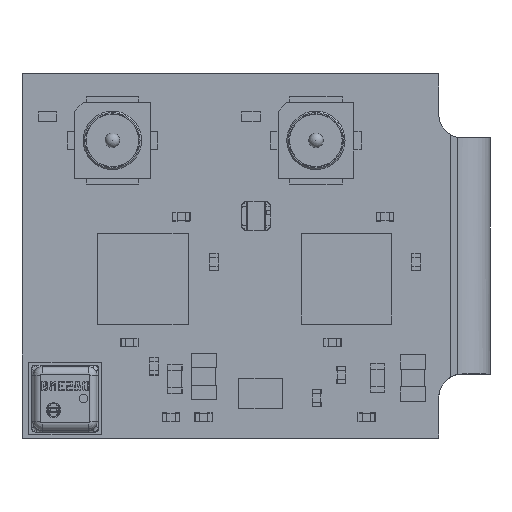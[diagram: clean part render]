
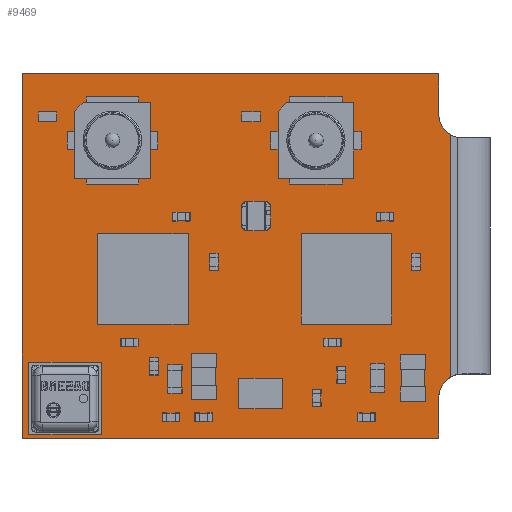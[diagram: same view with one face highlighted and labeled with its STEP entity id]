
A CAD part, top view. The second image highlights one B-rep face of the part: STEP entity #9469.
In plain terms, the highlighted planar face has unit normal (0, 0, 1).
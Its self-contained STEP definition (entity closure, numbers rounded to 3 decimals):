
#9469 = ADVANCED_FACE('',(#9470),#9616,.F.);
#9470 = FACE_BOUND('',#9471,.F.);
#9471 = EDGE_LOOP('',(#9472,#9482,#9490,#9498,#9506,#9514,#9522,#9530,
    #9538,#9546,#9554,#9562,#9570,#9578,#9586,#9594,#9602,#9610));
#9472 = ORIENTED_EDGE('',*,*,#9473,.T.);
#9473 = EDGE_CURVE('',#9474,#9476,#9478,.T.);
#9474 = VERTEX_POINT('',#9475);
#9475 = CARTESIAN_POINT('',(63.627,49.457,
    2.337));
#9476 = VERTEX_POINT('',#9477);
#9477 = CARTESIAN_POINT('',(77.927,49.457,
    2.337));
#9478 = LINE('',#9479,#9480);
#9479 = CARTESIAN_POINT('',(63.627,49.457,
    2.337));
#9480 = VECTOR('',#9481,1.);
#9481 = DIRECTION('',(1.,0.,0.));
#9482 = ORIENTED_EDGE('',*,*,#9483,.T.);
#9483 = EDGE_CURVE('',#9476,#9484,#9486,.T.);
#9484 = VERTEX_POINT('',#9485);
#9485 = CARTESIAN_POINT('',(77.927,48.059,
    2.337));
#9486 = LINE('',#9487,#9488);
#9487 = CARTESIAN_POINT('',(77.927,49.457,
    2.337));
#9488 = VECTOR('',#9489,1.);
#9489 = DIRECTION('',(0.,-1.,0.));
#9490 = ORIENTED_EDGE('',*,*,#9491,.T.);
#9491 = EDGE_CURVE('',#9484,#9492,#9494,.T.);
#9492 = VERTEX_POINT('',#9493);
#9493 = CARTESIAN_POINT('',(77.931,47.98,
    2.337));
#9494 = LINE('',#9495,#9496);
#9495 = CARTESIAN_POINT('',(77.927,48.059,
    2.337));
#9496 = VECTOR('',#9497,1.);
#9497 = DIRECTION('',(0.051,-0.999,
    0.));
#9498 = ORIENTED_EDGE('',*,*,#9499,.T.);
#9499 = EDGE_CURVE('',#9492,#9500,#9502,.T.);
#9500 = VERTEX_POINT('',#9501);
#9501 = CARTESIAN_POINT('',(77.962,47.826,
    2.337));
#9502 = LINE('',#9503,#9504);
#9503 = CARTESIAN_POINT('',(77.931,47.98,
    2.337));
#9504 = VECTOR('',#9505,1.);
#9505 = DIRECTION('',(0.197,-0.98,0.)
  );
#9506 = ORIENTED_EDGE('',*,*,#9507,.T.);
#9507 = EDGE_CURVE('',#9500,#9508,#9510,.T.);
#9508 = VERTEX_POINT('',#9509);
#9509 = CARTESIAN_POINT('',(78.022,47.681,
    2.337));
#9510 = LINE('',#9511,#9512);
#9511 = CARTESIAN_POINT('',(77.962,47.826,
    2.337));
#9512 = VECTOR('',#9513,1.);
#9513 = DIRECTION('',(0.382,-0.924,0.
    ));
#9514 = ORIENTED_EDGE('',*,*,#9515,.T.);
#9515 = EDGE_CURVE('',#9508,#9516,#9518,.T.);
#9516 = VERTEX_POINT('',#9517);
#9517 = CARTESIAN_POINT('',(78.109,47.55,
    2.337));
#9518 = LINE('',#9519,#9520);
#9519 = CARTESIAN_POINT('',(78.022,47.681,
    2.337));
#9520 = VECTOR('',#9521,1.);
#9521 = DIRECTION('',(0.553,-0.833,0.)
  );
#9522 = ORIENTED_EDGE('',*,*,#9523,.T.);
#9523 = EDGE_CURVE('',#9516,#9524,#9526,.T.);
#9524 = VERTEX_POINT('',#9525);
#9525 = CARTESIAN_POINT('',(78.22,47.439,
    2.337));
#9526 = LINE('',#9527,#9528);
#9527 = CARTESIAN_POINT('',(78.109,47.55,
    2.337));
#9528 = VECTOR('',#9529,1.);
#9529 = DIRECTION('',(0.707,-0.707,0.
    ));
#9530 = ORIENTED_EDGE('',*,*,#9531,.T.);
#9531 = EDGE_CURVE('',#9524,#9532,#9534,.T.);
#9532 = VERTEX_POINT('',#9533);
#9533 = CARTESIAN_POINT('',(78.327,47.368,
    2.337));
#9534 = LINE('',#9535,#9536);
#9535 = CARTESIAN_POINT('',(78.22,47.439,
    2.337));
#9536 = VECTOR('',#9537,1.);
#9537 = DIRECTION('',(0.833,-0.553,0.
    ));
#9538 = ORIENTED_EDGE('',*,*,#9539,.T.);
#9539 = EDGE_CURVE('',#9532,#9540,#9542,.T.);
#9540 = VERTEX_POINT('',#9541);
#9541 = CARTESIAN_POINT('',(78.328,39.048,
    2.337));
#9542 = LINE('',#9543,#9544);
#9543 = CARTESIAN_POINT('',(78.327,47.368,
    2.337));
#9544 = VECTOR('',#9545,1.);
#9545 = DIRECTION('',(0.,-1.,
    0.));
#9546 = ORIENTED_EDGE('',*,*,#9547,.T.);
#9547 = EDGE_CURVE('',#9540,#9548,#9550,.T.);
#9548 = VERTEX_POINT('',#9549);
#9549 = CARTESIAN_POINT('',(78.22,38.975,
    2.337));
#9550 = LINE('',#9551,#9552);
#9551 = CARTESIAN_POINT('',(78.328,39.048,
    2.337));
#9552 = VECTOR('',#9553,1.);
#9553 = DIRECTION('',(-0.828,-0.56,
    0.));
#9554 = ORIENTED_EDGE('',*,*,#9555,.T.);
#9555 = EDGE_CURVE('',#9548,#9556,#9558,.T.);
#9556 = VERTEX_POINT('',#9557);
#9557 = CARTESIAN_POINT('',(78.109,38.864,
    2.337));
#9558 = LINE('',#9559,#9560);
#9559 = CARTESIAN_POINT('',(78.22,38.975,
    2.337));
#9560 = VECTOR('',#9561,1.);
#9561 = DIRECTION('',(-0.707,-0.707,
    0.));
#9562 = ORIENTED_EDGE('',*,*,#9563,.T.);
#9563 = EDGE_CURVE('',#9556,#9564,#9566,.T.);
#9564 = VERTEX_POINT('',#9565);
#9565 = CARTESIAN_POINT('',(78.021,38.734,
    2.337));
#9566 = LINE('',#9567,#9568);
#9567 = CARTESIAN_POINT('',(78.109,38.864,
    2.337));
#9568 = VECTOR('',#9569,1.);
#9569 = DIRECTION('',(-0.561,-0.828,
    0.));
#9570 = ORIENTED_EDGE('',*,*,#9571,.T.);
#9571 = EDGE_CURVE('',#9564,#9572,#9574,.T.);
#9572 = VERTEX_POINT('',#9573);
#9573 = CARTESIAN_POINT('',(77.961,38.589,2.337
    ));
#9574 = LINE('',#9575,#9576);
#9575 = CARTESIAN_POINT('',(78.021,38.734,
    2.337));
#9576 = VECTOR('',#9577,1.);
#9577 = DIRECTION('',(-0.382,-0.924,
    0.));
#9578 = ORIENTED_EDGE('',*,*,#9579,.T.);
#9579 = EDGE_CURVE('',#9572,#9580,#9582,.T.);
#9580 = VERTEX_POINT('',#9581);
#9581 = CARTESIAN_POINT('',(77.931,38.435,
    2.337));
#9582 = LINE('',#9583,#9584);
#9583 = CARTESIAN_POINT('',(77.961,38.589,2.337
    ));
#9584 = VECTOR('',#9585,1.);
#9585 = DIRECTION('',(-0.191,-0.982,
    0.));
#9586 = ORIENTED_EDGE('',*,*,#9587,.T.);
#9587 = EDGE_CURVE('',#9580,#9588,#9590,.T.);
#9588 = VERTEX_POINT('',#9589);
#9589 = CARTESIAN_POINT('',(77.927,38.356,
    2.337));
#9590 = LINE('',#9591,#9592);
#9591 = CARTESIAN_POINT('',(77.931,38.435,
    2.337));
#9592 = VECTOR('',#9593,1.);
#9593 = DIRECTION('',(-0.051,-0.999,
    0.));
#9594 = ORIENTED_EDGE('',*,*,#9595,.T.);
#9595 = EDGE_CURVE('',#9588,#9596,#9598,.T.);
#9596 = VERTEX_POINT('',#9597);
#9597 = CARTESIAN_POINT('',(77.927,36.957,2.337)
  );
#9598 = LINE('',#9599,#9600);
#9599 = CARTESIAN_POINT('',(77.927,38.356,
    2.337));
#9600 = VECTOR('',#9601,1.);
#9601 = DIRECTION('',(0.,-1.,0.));
#9602 = ORIENTED_EDGE('',*,*,#9603,.T.);
#9603 = EDGE_CURVE('',#9596,#9604,#9606,.T.);
#9604 = VERTEX_POINT('',#9605);
#9605 = CARTESIAN_POINT('',(63.627,36.957,2.337)
  );
#9606 = LINE('',#9607,#9608);
#9607 = CARTESIAN_POINT('',(77.927,36.957,2.337)
  );
#9608 = VECTOR('',#9609,1.);
#9609 = DIRECTION('',(-1.,0.,0.));
#9610 = ORIENTED_EDGE('',*,*,#9611,.T.);
#9611 = EDGE_CURVE('',#9604,#9474,#9612,.T.);
#9612 = LINE('',#9613,#9614);
#9613 = CARTESIAN_POINT('',(63.627,36.957,2.337)
  );
#9614 = VECTOR('',#9615,1.);
#9615 = DIRECTION('',(0.,1.,0.));
#9616 = PLANE('',#9617);
#9617 = AXIS2_PLACEMENT_3D('',#9618,#9619,#9620);
#9618 = CARTESIAN_POINT('',(63.627,49.457,
    2.337));
#9619 = DIRECTION('',(0.,0.,-1.));
#9620 = DIRECTION('',(-1.,0.,0.));
